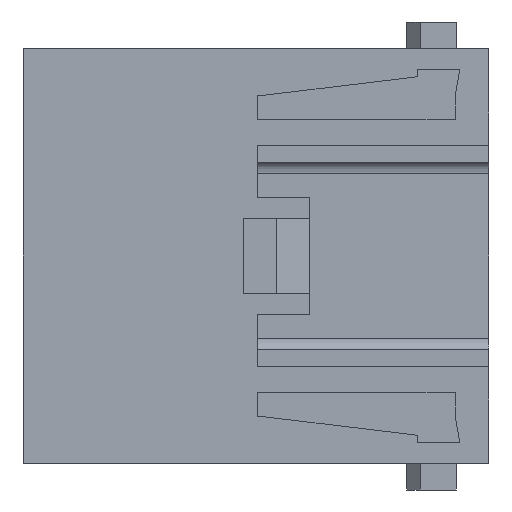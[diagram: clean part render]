
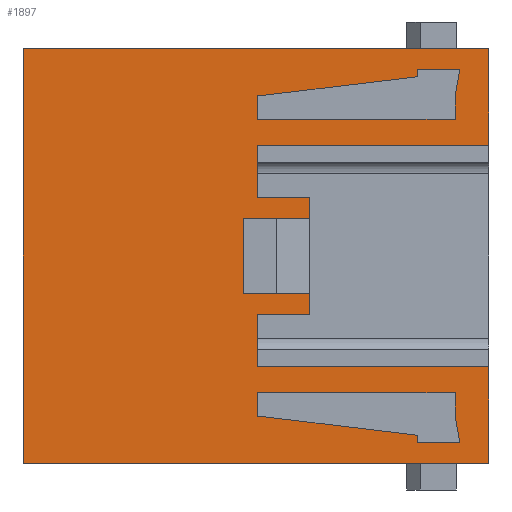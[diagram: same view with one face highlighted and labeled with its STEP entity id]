
A CAD part, left-side view. The second image highlights one B-rep face of the part: STEP entity #1897.
In plain terms, the highlighted planar face has unit normal (-1, 0, 0).
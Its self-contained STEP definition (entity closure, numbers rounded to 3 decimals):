
#9=DIRECTION('',(0.,0.,1.));
#10=VECTOR('',#9,7.05);
#11=CARTESIAN_POINT('',(-6.825,-17.8,8.1));
#12=LINE('',#11,#10);
#25=DIRECTION('',(0.,0.,1.));
#26=VECTOR('',#25,7.05);
#27=CARTESIAN_POINT('',(-6.825,-17.8,-15.15));
#28=LINE('',#27,#26);
#51=DIRECTION('',(0.,-1.,0.));
#52=VECTOR('',#51,16.9);
#53=CARTESIAN_POINT('',(-6.825,-0.9,8.1));
#54=LINE('',#53,#52);
#119=DIRECTION('',(0.,-1.,0.));
#120=VECTOR('',#119,0.1);
#121=CARTESIAN_POINT('',(-6.825,-0.9,11.7));
#122=LINE('',#121,#120);
#127=DIRECTION('',(0.,1.,0.));
#128=VECTOR('',#127,34.);
#129=CARTESIAN_POINT('',(-6.825,-17.8,-15.15));
#130=LINE('',#129,#128);
#131=DIRECTION('',(0.,-0.993,0.12));
#132=VECTOR('',#131,11.684);
#133=CARTESIAN_POINT('',(-6.825,-1.,11.7));
#134=LINE('',#133,#132);
#135=DIRECTION('',(0.,-0.174,0.985));
#136=VECTOR('',#135,1.98);
#137=CARTESIAN_POINT('',(-6.825,-15.35,11.7));
#138=LINE('',#137,#136);
#139=DIRECTION('',(0.,1.,0.));
#140=VECTOR('',#139,3.094);
#141=CARTESIAN_POINT('',(-6.825,-15.694,13.65));
#142=LINE('',#141,#140);
#143=DIRECTION('',(0.,0.993,0.12));
#144=VECTOR('',#143,11.684);
#145=CARTESIAN_POINT('',(-6.825,-12.6,-13.1));
#146=LINE('',#145,#144);
#147=DIRECTION('',(0.,-1.,0.));
#148=VECTOR('',#147,3.094);
#149=CARTESIAN_POINT('',(-6.825,-12.6,-13.65));
#150=LINE('',#149,#148);
#151=DIRECTION('',(0.,0.174,0.985));
#152=VECTOR('',#151,1.98);
#153=CARTESIAN_POINT('',(-6.825,-15.694,-13.65));
#154=LINE('',#153,#152);
#155=DIRECTION('',(0.,-1.,0.));
#156=VECTOR('',#155,0.1);
#157=CARTESIAN_POINT('',(-6.825,-0.9,-11.7));
#158=LINE('',#157,#156);
#159=DIRECTION('',(0.,0.,1.));
#160=VECTOR('',#159,5.5);
#161=CARTESIAN_POINT('',(-6.825,0.1,-2.75));
#162=LINE('',#161,#160);
#175=DIRECTION('',(0.,-1.,0.));
#176=VECTOR('',#175,4.8);
#177=CARTESIAN_POINT('',(-6.825,0.1,2.75));
#178=LINE('',#177,#176);
#187=DIRECTION('',(0.,0.,1.));
#188=VECTOR('',#187,1.5);
#189=CARTESIAN_POINT('',(-6.825,-4.7,2.75));
#190=LINE('',#189,#188);
#219=DIRECTION('',(0.,0.,1.));
#220=VECTOR('',#219,1.5);
#221=CARTESIAN_POINT('',(-6.825,-4.7,-4.25));
#222=LINE('',#221,#220);
#235=DIRECTION('',(0.,1.,0.));
#236=VECTOR('',#235,4.8);
#237=CARTESIAN_POINT('',(-6.825,-4.7,-2.75));
#238=LINE('',#237,#236);
#251=DIRECTION('',(0.,1.,0.));
#252=VECTOR('',#251,3.8);
#253=CARTESIAN_POINT('',(-6.825,-4.7,4.25));
#254=LINE('',#253,#252);
#299=DIRECTION('',(0.,0.,1.));
#300=VECTOR('',#299,3.85);
#301=CARTESIAN_POINT('',(-6.825,-0.9,4.25));
#302=LINE('',#301,#300);
#307=DIRECTION('',(0.,0.,1.));
#308=VECTOR('',#307,1.7);
#309=CARTESIAN_POINT('',(-6.825,-0.9,10.));
#310=LINE('',#309,#308);
#321=DIRECTION('',(0.,0.,1.));
#322=VECTOR('',#321,1.7);
#323=CARTESIAN_POINT('',(-6.825,-0.9,-11.7));
#324=LINE('',#323,#322);
#329=DIRECTION('',(0.,0.,1.));
#330=VECTOR('',#329,3.85);
#331=CARTESIAN_POINT('',(-6.825,-0.9,-8.1));
#332=LINE('',#331,#330);
#757=DIRECTION('',(0.,0.,-1.));
#758=VECTOR('',#757,30.3);
#759=CARTESIAN_POINT('',(-6.825,16.2,15.15));
#760=LINE('',#759,#758);
#765=DIRECTION('',(0.,1.,0.));
#766=VECTOR('',#765,34.);
#767=CARTESIAN_POINT('',(-6.825,-17.8,15.15));
#768=LINE('',#767,#766);
#1073=DIRECTION('',(0.,-1.,0.));
#1074=VECTOR('',#1073,3.8);
#1075=CARTESIAN_POINT('',(-6.825,-0.9,-4.25));
#1076=LINE('',#1075,#1074);
#1089=DIRECTION('',(0.,1.,0.));
#1090=VECTOR('',#1089,14.45);
#1091=CARTESIAN_POINT('',(-6.825,-15.35,10.));
#1092=LINE('',#1091,#1090);
#1097=DIRECTION('',(0.,0.,-1.));
#1098=VECTOR('',#1097,1.7);
#1099=CARTESIAN_POINT('',(-6.825,-15.35,11.7));
#1100=LINE('',#1099,#1098);
#1149=DIRECTION('',(0.,0.,-1.));
#1150=VECTOR('',#1149,0.55);
#1151=CARTESIAN_POINT('',(-6.825,-12.6,13.65));
#1152=LINE('',#1151,#1150);
#1157=DIRECTION('',(0.,0.,-1.));
#1158=VECTOR('',#1157,0.55);
#1159=CARTESIAN_POINT('',(-6.825,-12.6,-13.1));
#1160=LINE('',#1159,#1158);
#1233=DIRECTION('',(0.,1.,0.));
#1234=VECTOR('',#1233,16.9);
#1235=CARTESIAN_POINT('',(-6.825,-17.8,-8.1));
#1236=LINE('',#1235,#1234);
#1241=DIRECTION('',(0.,-1.,0.));
#1242=VECTOR('',#1241,14.45);
#1243=CARTESIAN_POINT('',(-6.825,-0.9,-10.));
#1244=LINE('',#1243,#1242);
#1253=DIRECTION('',(0.,0.,-1.));
#1254=VECTOR('',#1253,1.7);
#1255=CARTESIAN_POINT('',(-6.825,-15.35,-10.));
#1256=LINE('',#1255,#1254);
#1265=CARTESIAN_POINT('',(-6.825,-17.8,8.1));
#1267=VERTEX_POINT('',#1265);
#1269=CARTESIAN_POINT('',(-6.825,-17.8,15.15));
#1270=VERTEX_POINT('',#1269);
#1271=CARTESIAN_POINT('',(-6.825,-17.8,-15.15));
#1272=VERTEX_POINT('',#1271);
#1273=CARTESIAN_POINT('',(-6.825,-17.8,-8.1));
#1274=VERTEX_POINT('',#1273);
#1295=CARTESIAN_POINT('',(-6.825,-0.9,8.1));
#1296=VERTEX_POINT('',#1295);
#1307=CARTESIAN_POINT('',(-6.825,-15.694,13.65));
#1308=VERTEX_POINT('',#1307);
#1309=CARTESIAN_POINT('',(-6.825,-15.35,11.7));
#1310=VERTEX_POINT('',#1309);
#1323=CARTESIAN_POINT('',(-6.825,0.1,-2.75));
#1324=CARTESIAN_POINT('',(-6.825,0.1,2.75));
#1325=VERTEX_POINT('',#1323);
#1326=VERTEX_POINT('',#1324);
#1327=CARTESIAN_POINT('',(-6.825,-4.7,-2.75));
#1328=VERTEX_POINT('',#1327);
#1329=CARTESIAN_POINT('',(-6.825,-4.7,-4.25));
#1330=VERTEX_POINT('',#1329);
#1331=CARTESIAN_POINT('',(-6.825,-0.9,-4.25));
#1332=VERTEX_POINT('',#1331);
#1333=CARTESIAN_POINT('',(-6.825,-0.9,-8.1));
#1334=VERTEX_POINT('',#1333);
#1335=CARTESIAN_POINT('',(-6.825,16.2,-15.15));
#1336=VERTEX_POINT('',#1335);
#1337=CARTESIAN_POINT('',(-6.825,16.2,15.15));
#1338=VERTEX_POINT('',#1337);
#1339=CARTESIAN_POINT('',(-6.825,-0.9,4.25));
#1340=VERTEX_POINT('',#1339);
#1341=CARTESIAN_POINT('',(-6.825,-4.7,4.25));
#1342=VERTEX_POINT('',#1341);
#1343=CARTESIAN_POINT('',(-6.825,-4.7,2.75));
#1344=VERTEX_POINT('',#1343);
#1345=CARTESIAN_POINT('',(-6.825,-0.9,10.));
#1346=CARTESIAN_POINT('',(-6.825,-0.9,11.7));
#1347=VERTEX_POINT('',#1345);
#1348=VERTEX_POINT('',#1346);
#1349=CARTESIAN_POINT('',(-6.825,-15.35,10.));
#1350=VERTEX_POINT('',#1349);
#1351=CARTESIAN_POINT('',(-6.825,-15.694,-13.65));
#1352=CARTESIAN_POINT('',(-6.825,-15.35,-11.7));
#1353=VERTEX_POINT('',#1351);
#1354=VERTEX_POINT('',#1352);
#1355=CARTESIAN_POINT('',(-6.825,-15.35,-10.));
#1356=VERTEX_POINT('',#1355);
#1357=CARTESIAN_POINT('',(-6.825,-0.9,-10.));
#1358=VERTEX_POINT('',#1357);
#1359=CARTESIAN_POINT('',(-6.825,-0.9,-11.7));
#1360=VERTEX_POINT('',#1359);
#1634=CARTESIAN_POINT('',(-6.825,-12.6,13.65));
#1636=VERTEX_POINT('',#1634);
#1638=CARTESIAN_POINT('',(-6.825,-12.6,-13.65));
#1640=VERTEX_POINT('',#1638);
#1641=CARTESIAN_POINT('',(-6.825,-1.,11.7));
#1643=VERTEX_POINT('',#1641);
#1645=CARTESIAN_POINT('',(-6.825,-12.6,13.1));
#1646=VERTEX_POINT('',#1645);
#1649=CARTESIAN_POINT('',(-6.825,-12.6,-13.1));
#1650=CARTESIAN_POINT('',(-6.825,-1.,-11.7));
#1651=VERTEX_POINT('',#1649);
#1652=VERTEX_POINT('',#1650);
#1828=CARTESIAN_POINT('',(-6.825,-0.8,0.));
#1829=DIRECTION('',(1.,0.,0.));
#1830=DIRECTION('',(0.,0.,1.));
#1831=AXIS2_PLACEMENT_3D('',#1828,#1829,#1830);
#1832=PLANE('',#1831);
#1834=ORIENTED_EDGE('',*,*,#1833,.F.);
#1836=ORIENTED_EDGE('',*,*,#1835,.F.);
#1838=ORIENTED_EDGE('',*,*,#1837,.F.);
#1840=ORIENTED_EDGE('',*,*,#1839,.F.);
#1842=ORIENTED_EDGE('',*,*,#1841,.F.);
#1844=ORIENTED_EDGE('',*,*,#1843,.F.);
#1845=ORIENTED_EDGE('',*,*,#1687,.F.);
#1847=ORIENTED_EDGE('',*,*,#1846,.T.);
#1849=ORIENTED_EDGE('',*,*,#1848,.F.);
#1851=ORIENTED_EDGE('',*,*,#1850,.F.);
#1852=ORIENTED_EDGE('',*,*,#1680,.F.);
#1853=ORIENTED_EDGE('',*,*,#1722,.F.);
#1855=ORIENTED_EDGE('',*,*,#1854,.F.);
#1857=ORIENTED_EDGE('',*,*,#1856,.F.);
#1859=ORIENTED_EDGE('',*,*,#1858,.F.);
#1861=ORIENTED_EDGE('',*,*,#1860,.F.);
#1862=EDGE_LOOP('',(#1834,#1836,#1838,#1840,#1842,#1844,#1845,#1847,#1849,#1851,
#1852,#1853,#1855,#1857,#1859,#1861));
#1863=FACE_OUTER_BOUND('',#1862,.F.);
#1864=ORIENTED_EDGE('',*,*,#1820,.F.);
#1865=ORIENTED_EDGE('',*,*,#1809,.F.);
#1867=ORIENTED_EDGE('',*,*,#1866,.F.);
#1869=ORIENTED_EDGE('',*,*,#1868,.F.);
#1871=ORIENTED_EDGE('',*,*,#1870,.F.);
#1872=ORIENTED_EDGE('',*,*,#1769,.T.);
#1874=ORIENTED_EDGE('',*,*,#1873,.T.);
#1876=ORIENTED_EDGE('',*,*,#1875,.T.);
#1877=EDGE_LOOP('',(#1864,#1865,#1867,#1869,#1871,#1872,#1874,#1876));
#1878=FACE_BOUND('',#1877,.F.);
#1880=ORIENTED_EDGE('',*,*,#1879,.F.);
#1882=ORIENTED_EDGE('',*,*,#1881,.T.);
#1884=ORIENTED_EDGE('',*,*,#1883,.T.);
#1886=ORIENTED_EDGE('',*,*,#1885,.T.);
#1888=ORIENTED_EDGE('',*,*,#1887,.F.);
#1890=ORIENTED_EDGE('',*,*,#1889,.F.);
#1892=ORIENTED_EDGE('',*,*,#1891,.F.);
#1894=ORIENTED_EDGE('',*,*,#1893,.T.);
#1895=EDGE_LOOP('',(#1880,#1882,#1884,#1886,#1888,#1890,#1892,#1894));
#1896=FACE_BOUND('',#1895,.F.);
#1897=ADVANCED_FACE('',(#1863,#1878,#1896),#1832,.F.);
#1680=EDGE_CURVE('',#1267,#1270,#12,.T.);
#1687=EDGE_CURVE('',#1272,#1274,#28,.T.);
#1722=EDGE_CURVE('',#1296,#1267,#54,.T.);
#1769=EDGE_CURVE('',#1310,#1308,#138,.T.);
#1809=EDGE_CURVE('',#1348,#1643,#122,.T.);
#1820=EDGE_CURVE('',#1643,#1646,#134,.T.);
#1833=EDGE_CURVE('',#1325,#1326,#162,.T.);
#1835=EDGE_CURVE('',#1328,#1325,#238,.T.);
#1837=EDGE_CURVE('',#1330,#1328,#222,.T.);
#1839=EDGE_CURVE('',#1332,#1330,#1076,.T.);
#1841=EDGE_CURVE('',#1334,#1332,#332,.T.);
#1843=EDGE_CURVE('',#1274,#1334,#1236,.T.);
#1846=EDGE_CURVE('',#1272,#1336,#130,.T.);
#1848=EDGE_CURVE('',#1338,#1336,#760,.T.);
#1850=EDGE_CURVE('',#1270,#1338,#768,.T.);
#1854=EDGE_CURVE('',#1340,#1296,#302,.T.);
#1856=EDGE_CURVE('',#1342,#1340,#254,.T.);
#1858=EDGE_CURVE('',#1344,#1342,#190,.T.);
#1860=EDGE_CURVE('',#1326,#1344,#178,.T.);
#1866=EDGE_CURVE('',#1347,#1348,#310,.T.);
#1868=EDGE_CURVE('',#1350,#1347,#1092,.T.);
#1870=EDGE_CURVE('',#1310,#1350,#1100,.T.);
#1873=EDGE_CURVE('',#1308,#1636,#142,.T.);
#1875=EDGE_CURVE('',#1636,#1646,#1152,.T.);
#1879=EDGE_CURVE('',#1651,#1652,#146,.T.);
#1881=EDGE_CURVE('',#1651,#1640,#1160,.T.);
#1883=EDGE_CURVE('',#1640,#1353,#150,.T.);
#1885=EDGE_CURVE('',#1353,#1354,#154,.T.);
#1887=EDGE_CURVE('',#1356,#1354,#1256,.T.);
#1889=EDGE_CURVE('',#1358,#1356,#1244,.T.);
#1891=EDGE_CURVE('',#1360,#1358,#324,.T.);
#1893=EDGE_CURVE('',#1360,#1652,#158,.T.);
